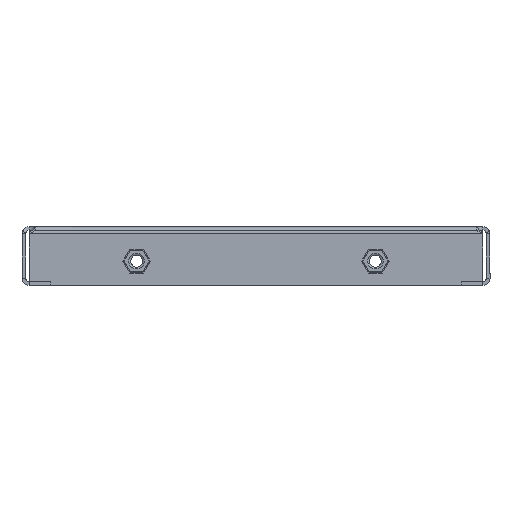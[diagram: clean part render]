
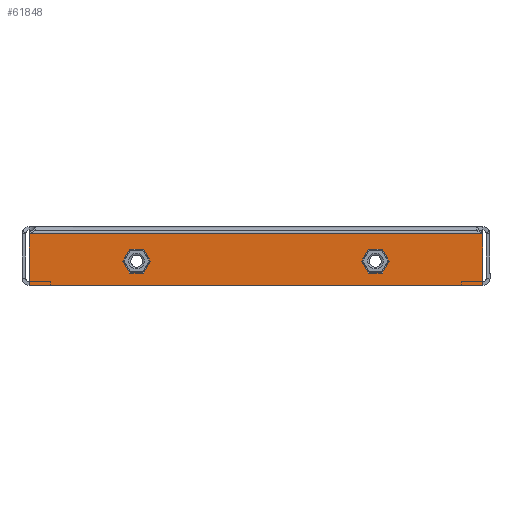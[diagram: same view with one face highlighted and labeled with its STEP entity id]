
A CAD part, left-side view. The second image highlights one B-rep face of the part: STEP entity #61848.
In plain terms, the highlighted planar face has unit normal (-1, 0, 0).
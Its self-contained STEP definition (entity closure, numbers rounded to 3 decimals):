
#52 = CARTESIAN_POINT ( 'NONE',  ( -503.8, 47.344, -9.8 ) ) ;
#356 = DIRECTION ( 'NONE',  ( 0., -1., 0. ) ) ;
#1072 = VECTOR ( 'NONE', #54722, 1000. ) ;
#1358 = CARTESIAN_POINT ( 'NONE',  ( -503.8, -47.344, -19. ) ) ;
#1499 = LINE ( 'NONE', #58076, #9608 ) ;
#1901 = ORIENTED_EDGE ( 'NONE', *, *, #67141, .T. ) ;
#2521 = CARTESIAN_POINT ( 'NONE',  ( -503.8, 0., -9.8 ) ) ;
#2851 = VERTEX_POINT ( 'NONE', #26580 ) ;
#3224 = VERTEX_POINT ( 'NONE', #43232 ) ;
#4185 = FACE_BOUND ( 'NONE', #11194, .T. ) ;
#4259 = EDGE_LOOP ( 'NONE', ( #1901, #5389, #61021, #47710, #34710, #7687 ) ) ;
#4356 = DIRECTION ( 'NONE',  ( 0., -0.5, 0.866 ) ) ;
#5171 = VERTEX_POINT ( 'NONE', #18992 ) ;
#5389 = ORIENTED_EDGE ( 'NONE', *, *, #62362, .T. ) ;
#6688 = DIRECTION ( 'NONE',  ( 0., 0.5, -0.866 ) ) ;
#6716 = CARTESIAN_POINT ( 'NONE',  ( -503.8, 0., 0. ) ) ;
#6812 = CARTESIAN_POINT ( 'NONE',  ( -503.8, 44.688, -14.4 ) ) ;
#7687 = ORIENTED_EDGE ( 'NONE', *, *, #32442, .T. ) ;
#8092 = LINE ( 'NONE', #31380, #1072 ) ;
#8197 = LINE ( 'NONE', #42228, #28571 ) ;
#8622 = DIRECTION ( 'NONE',  ( 0., -1., 0. ) ) ;
#8758 = VECTOR ( 'NONE', #65773, 1000. ) ;
#9144 = EDGE_CURVE ( 'NONE', #47648, #39236, #32698, .T. ) ;
#9159 = ORIENTED_EDGE ( 'NONE', *, *, #22805, .T. ) ;
#9587 = VECTOR ( 'NONE', #35421, 1000. ) ;
#9608 = VECTOR ( 'NONE', #356, 1000. ) ;
#11194 = EDGE_LOOP ( 'NONE', ( #70580, #42772, #9159, #49189, #63297, #52350 ) ) ;
#11918 = ORIENTED_EDGE ( 'NONE', *, *, #42416, .F. ) ;
#11937 = CARTESIAN_POINT ( 'NONE',  ( -503.8, 95., 0. ) ) ;
#12995 = EDGE_LOOP ( 'NONE', ( #11918, #60707, #59413, #22440 ) ) ;
#13219 = CARTESIAN_POINT ( 'NONE',  ( -503.8, 55.312, -14.4 ) ) ;
#14163 = EDGE_CURVE ( 'NONE', #56192, #34682, #66428, .T. ) ;
#15741 = CARTESIAN_POINT ( 'NONE',  ( -503.8, 95., -3. ) ) ;
#16178 = CARTESIAN_POINT ( 'NONE',  ( -503.8, 35.248, 20.351 ) ) ;
#16310 = VECTOR ( 'NONE', #65836, 1000. ) ;
#16315 = LINE ( 'NONE', #38883, #45040 ) ;
#18301 = CARTESIAN_POINT ( 'NONE',  ( -503.8, 39.752, -22.951 ) ) ;
#18420 = CARTESIAN_POINT ( 'NONE',  ( -503.8, 95., -24.5 ) ) ;
#18528 = EDGE_CURVE ( 'NONE', #57015, #26381, #54875, .T. ) ;
#18992 = CARTESIAN_POINT ( 'NONE',  ( -503.8, 47.344, -19. ) ) ;
#18994 = CARTESIAN_POINT ( 'NONE',  ( -503.8, 47.719, -27.551 ) ) ;
#22440 = ORIENTED_EDGE ( 'NONE', *, *, #40603, .T. ) ;
#22805 = EDGE_CURVE ( 'NONE', #42657, #2851, #25680, .T. ) ;
#22879 = PLANE ( 'NONE',  #44981 ) ;
#24287 = EDGE_CURVE ( 'NONE', #36490, #47648, #64314, .T. ) ;
#25680 = LINE ( 'NONE', #37897, #16310 ) ;
#26381 = VERTEX_POINT ( 'NONE', #52 ) ;
#26580 = CARTESIAN_POINT ( 'NONE',  ( -503.8, -47.344, -9.8 ) ) ;
#26877 = VERTEX_POINT ( 'NONE', #6812 ) ;
#27784 = DIRECTION ( 'NONE',  ( 0., 0., 1. ) ) ;
#28234 = FACE_BOUND ( 'NONE', #4259, .T. ) ;
#28549 = VERTEX_POINT ( 'NONE', #13219 ) ;
#28571 = VECTOR ( 'NONE', #6688, 1000. ) ;
#28624 = CARTESIAN_POINT ( 'NONE',  ( -503.8, 52.656, -19. ) ) ;
#31380 = CARTESIAN_POINT ( 'NONE',  ( -503.8, -35.248, 20.351 ) ) ;
#31900 = CARTESIAN_POINT ( 'NONE',  ( -503.8, -95., -24.5 ) ) ;
#32390 = LINE ( 'NONE', #74432, #33810 ) ;
#32442 = EDGE_CURVE ( 'NONE', #26381, #26877, #59210, .T. ) ;
#32698 = LINE ( 'NONE', #52170, #75345 ) ;
#33810 = VECTOR ( 'NONE', #27784, 1000. ) ;
#34682 = VERTEX_POINT ( 'NONE', #1358 ) ;
#34710 = ORIENTED_EDGE ( 'NONE', *, *, #18528, .T. ) ;
#35421 = DIRECTION ( 'NONE',  ( 0., 0.5, 0.866 ) ) ;
#35512 = CARTESIAN_POINT ( 'NONE',  ( -503.8, -27.281, 15.751 ) ) ;
#36490 = VERTEX_POINT ( 'NONE', #15741 ) ;
#37897 = CARTESIAN_POINT ( 'NONE',  ( -503.8, -39.752, -22.951 ) ) ;
#37991 = LINE ( 'NONE', #16178, #74669 ) ;
#38883 = CARTESIAN_POINT ( 'NONE',  ( -503.8, 0., -19. ) ) ;
#38941 = VECTOR ( 'NONE', #58841, 1000. ) ;
#39236 = VERTEX_POINT ( 'NONE', #31900 ) ;
#40087 = DIRECTION ( 'NONE',  ( 0., 1., 0. ) ) ;
#40293 = VERTEX_POINT ( 'NONE', #28624 ) ;
#40603 = EDGE_CURVE ( 'NONE', #39236, #45516, #32390, .T. ) ;
#41267 = CARTESIAN_POINT ( 'NONE',  ( -503.8, -52.656, -19. ) ) ;
#42228 = CARTESIAN_POINT ( 'NONE',  ( -503.8, -47.719, -27.551 ) ) ;
#42416 = EDGE_CURVE ( 'NONE', #36490, #45516, #1499, .T. ) ;
#42657 = VERTEX_POINT ( 'NONE', #62602 ) ;
#42772 = ORIENTED_EDGE ( 'NONE', *, *, #51831, .T. ) ;
#43232 = CARTESIAN_POINT ( 'NONE',  ( -503.8, -55.312, -14.4 ) ) ;
#43485 = DIRECTION ( 'NONE',  ( 0., 1., 0. ) ) ;
#44707 = DIRECTION ( 'NONE',  ( 1., 0., 0. ) ) ;
#44981 = AXIS2_PLACEMENT_3D ( 'NONE', #6716, #44707, #40087 ) ;
#45040 = VECTOR ( 'NONE', #63706, 1000. ) ;
#45516 = VERTEX_POINT ( 'NONE', #50311 ) ;
#46596 = VERTEX_POINT ( 'NONE', #49365 ) ;
#47327 = EDGE_CURVE ( 'NONE', #3224, #56192, #8197, .T. ) ;
#47648 = VERTEX_POINT ( 'NONE', #18420 ) ;
#47710 = ORIENTED_EDGE ( 'NONE', *, *, #55452, .T. ) ;
#48133 = LINE ( 'NONE', #35512, #38941 ) ;
#48558 = LINE ( 'NONE', #55055, #8758 ) ;
#49189 = ORIENTED_EDGE ( 'NONE', *, *, #71316, .T. ) ;
#49365 = CARTESIAN_POINT ( 'NONE',  ( -503.8, -52.656, -9.8 ) ) ;
#50311 = CARTESIAN_POINT ( 'NONE',  ( -503.8, -95., -3. ) ) ;
#51191 = FACE_OUTER_BOUND ( 'NONE', #12995, .T. ) ;
#51831 = EDGE_CURVE ( 'NONE', #34682, #42657, #48133, .T. ) ;
#52170 = CARTESIAN_POINT ( 'NONE',  ( -503.8, 0., -24.5 ) ) ;
#52346 = EDGE_CURVE ( 'NONE', #40293, #28549, #66022, .T. ) ;
#52350 = ORIENTED_EDGE ( 'NONE', *, *, #47327, .T. ) ;
#54722 = DIRECTION ( 'NONE',  ( 0., -0.5, -0.866 ) ) ;
#54875 = LINE ( 'NONE', #2521, #70760 ) ;
#55055 = CARTESIAN_POINT ( 'NONE',  ( -503.8, 0., -9.8 ) ) ;
#55452 = EDGE_CURVE ( 'NONE', #28549, #57015, #37991, .T. ) ;
#56192 = VERTEX_POINT ( 'NONE', #41267 ) ;
#57015 = VERTEX_POINT ( 'NONE', #63865 ) ;
#57478 = DIRECTION ( 'NONE',  ( 0., 0., -1. ) ) ;
#58076 = CARTESIAN_POINT ( 'NONE',  ( -503.8, -95., -3. ) ) ;
#58841 = DIRECTION ( 'NONE',  ( 0., 0.5, 0.866 ) ) ;
#58857 = VECTOR ( 'NONE', #65443, 1000. ) ;
#59210 = LINE ( 'NONE', #18301, #59386 ) ;
#59386 = VECTOR ( 'NONE', #69923, 1000. ) ;
#59413 = ORIENTED_EDGE ( 'NONE', *, *, #9144, .T. ) ;
#60707 = ORIENTED_EDGE ( 'NONE', *, *, #24287, .T. ) ;
#61021 = ORIENTED_EDGE ( 'NONE', *, *, #52346, .T. ) ;
#61187 = VECTOR ( 'NONE', #57478, 1000. ) ;
#61848 = ADVANCED_FACE ( 'NONE', ( #28234, #4185, #51191 ), #22879, .F. ) ;
#62362 = EDGE_CURVE ( 'NONE', #5171, #40293, #16315, .T. ) ;
#62602 = CARTESIAN_POINT ( 'NONE',  ( -503.8, -44.688, -14.4 ) ) ;
#63297 = ORIENTED_EDGE ( 'NONE', *, *, #67159, .T. ) ;
#63706 = DIRECTION ( 'NONE',  ( 0., 1., 0. ) ) ;
#63865 = CARTESIAN_POINT ( 'NONE',  ( -503.8, 52.656, -9.8 ) ) ;
#64314 = LINE ( 'NONE', #11937, #61187 ) ;
#64373 = DIRECTION ( 'NONE',  ( 0., -1., 0. ) ) ;
#65443 = DIRECTION ( 'NONE',  ( 0., 0.5, -0.866 ) ) ;
#65773 = DIRECTION ( 'NONE',  ( 0., -1., 0. ) ) ;
#65836 = DIRECTION ( 'NONE',  ( 0., -0.5, 0.866 ) ) ;
#66022 = LINE ( 'NONE', #18994, #9587 ) ;
#66428 = LINE ( 'NONE', #71779, #67538 ) ;
#66950 = LINE ( 'NONE', #72303, #58857 ) ;
#67141 = EDGE_CURVE ( 'NONE', #26877, #5171, #66950, .T. ) ;
#67159 = EDGE_CURVE ( 'NONE', #46596, #3224, #8092, .T. ) ;
#67538 = VECTOR ( 'NONE', #43485, 1000. ) ;
#69923 = DIRECTION ( 'NONE',  ( 0., -0.5, -0.866 ) ) ;
#70580 = ORIENTED_EDGE ( 'NONE', *, *, #14163, .T. ) ;
#70760 = VECTOR ( 'NONE', #8622, 1000. ) ;
#71316 = EDGE_CURVE ( 'NONE', #2851, #46596, #48558, .T. ) ;
#71779 = CARTESIAN_POINT ( 'NONE',  ( -503.8, 0., -19. ) ) ;
#72303 = CARTESIAN_POINT ( 'NONE',  ( -503.8, 27.281, 15.751 ) ) ;
#74432 = CARTESIAN_POINT ( 'NONE',  ( -503.8, -95., 0. ) ) ;
#74669 = VECTOR ( 'NONE', #4356, 1000. ) ;
#75345 = VECTOR ( 'NONE', #64373, 1000. ) ;
